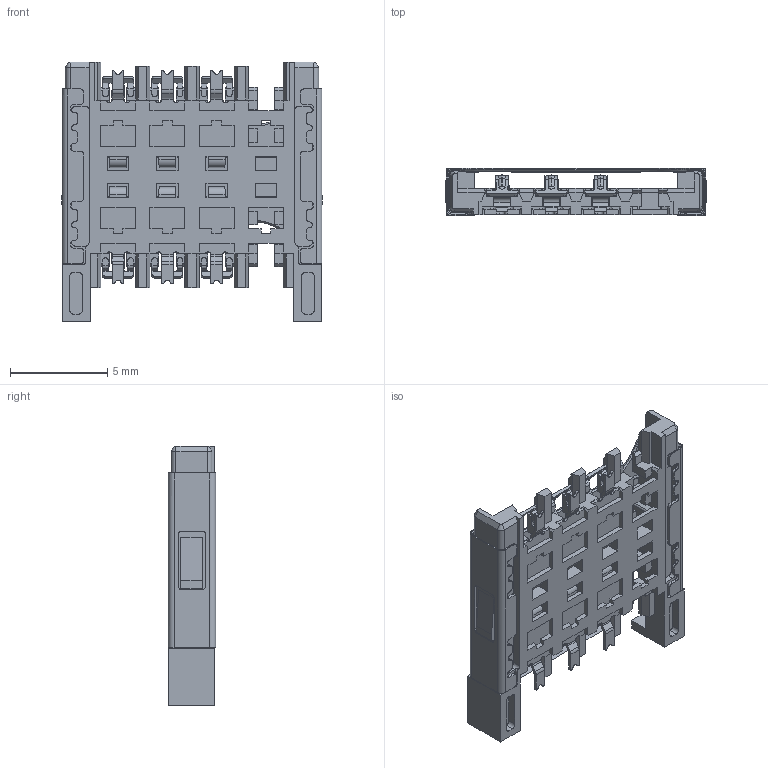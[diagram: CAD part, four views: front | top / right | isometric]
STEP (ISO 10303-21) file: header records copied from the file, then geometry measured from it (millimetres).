
FILE_DESCRIPTION(('STEP AP242'),'1');
FILE_NAME('sim7050-6-0-00-a.stp','2022-10-07T03:05:10',('TraceParts'),('TraceParts S.A.'),'Spatial InterOp 3D',' ',' ');
FILE_SCHEMA(('AP242_MANAGED_MODEL_BASED_3D_ENGINEERING_MIM_LF {1 0 10303 442 1 1 4}'));
Length unit declared in the file: millimetre
Products named in the file (1): sim7050-6-0-00-a_1
Bounding box: 13.41 x 2.45 x 13.4 mm (x, y, z)
Volume: 150.7 mm3; surface area: 925.9 mm2
Topology: 8 solids, 8 shells, 1411 faces, 3865 edges, 2466 vertices
Faces by surface type: plane 853, cylinder 440, bspline 98, cone 20
Entity records: 47920 total; most frequent: CARTESIAN_POINT 13036, ORIENTED_EDGE 7730, DIRECTION 6543, EDGE_CURVE 3865, LINE 2829, VECTOR 2829, VERTEX_POINT 2466, AXIS2_PLACEMENT_3D 1857
